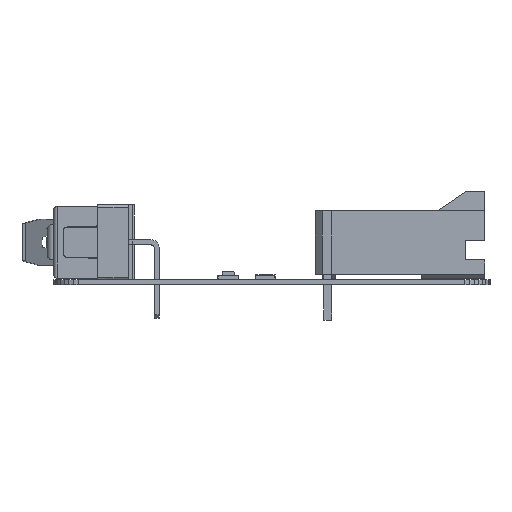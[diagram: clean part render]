
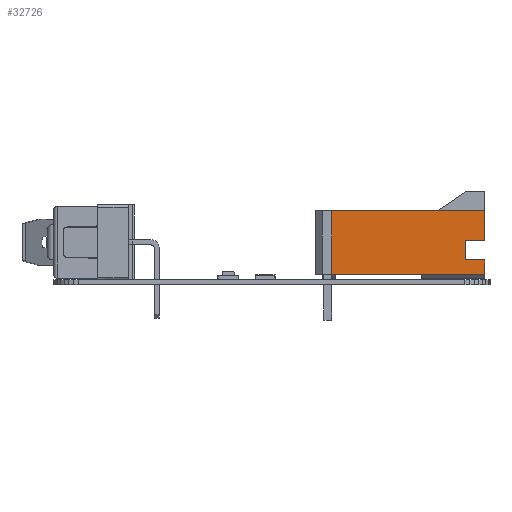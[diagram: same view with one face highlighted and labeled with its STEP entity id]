
A CAD part, front view. The second image highlights one B-rep face of the part: STEP entity #32726.
In plain terms, the highlighted face is planar.
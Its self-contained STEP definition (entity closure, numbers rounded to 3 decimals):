
#27636 = PLANE('',#27637);
#27637 = AXIS2_PLACEMENT_3D('',#27638,#27639,#27640);
#27638 = CARTESIAN_POINT('',(-3.81,2.54,-13.589));
#27639 = DIRECTION('',(0.,1.,0.));
#27640 = DIRECTION('',(0.,0.,1.));
#27718 = PLANE('',#27719);
#27719 = AXIS2_PLACEMENT_3D('',#27720,#27721,#27722);
#27720 = CARTESIAN_POINT('',(-3.81,4.064,0.));
#27721 = DIRECTION('',(0.,0.,1.));
#27722 = DIRECTION('',(0.,-1.,0.));
#28089 = VERTEX_POINT('',#28090);
#28090 = CARTESIAN_POINT('',(-5.08,2.54,0.));
#28111 = EDGE_CURVE('',#28089,#28112,#28114,.T.);
#28112 = VERTEX_POINT('',#28113);
#28113 = CARTESIAN_POINT('',(-5.08,2.54,-12.256));
#28114 = SURFACE_CURVE('',#28115,(#28119,#28126),.PCURVE_S1.);
#28115 = LINE('',#28116,#28117);
#28116 = CARTESIAN_POINT('',(-5.08,2.54,0.));
#28117 = VECTOR('',#28118,1.);
#28118 = DIRECTION('',(0.,0.,-1.));
#28119 = PCURVE('',#27636,#28120);
#28120 = DEFINITIONAL_REPRESENTATION('',(#28121),#28125);
#28121 = LINE('',#28122,#28123);
#28122 = CARTESIAN_POINT('',(13.589,-1.27));
#28123 = VECTOR('',#28124,1.);
#28124 = DIRECTION('',(-1.,0.));
#28125 = ( GEOMETRIC_REPRESENTATION_CONTEXT(2) 
PARAMETRIC_REPRESENTATION_CONTEXT() REPRESENTATION_CONTEXT('2D SPACE',''
  ) );
#28126 = PCURVE('',#28127,#28132);
#28127 = PLANE('',#28128);
#28128 = AXIS2_PLACEMENT_3D('',#28129,#28130,#28131);
#28129 = CARTESIAN_POINT('',(-5.08,2.54,0.));
#28130 = DIRECTION('',(-1.,0.,0.));
#28131 = DIRECTION('',(0.,-1.,0.));
#28132 = DEFINITIONAL_REPRESENTATION('',(#28133),#28137);
#28133 = LINE('',#28134,#28135);
#28134 = CARTESIAN_POINT('',(0.,0.));
#28135 = VECTOR('',#28136,1.);
#28136 = DIRECTION('',(0.,-1.));
#28137 = ( GEOMETRIC_REPRESENTATION_CONTEXT(2) 
PARAMETRIC_REPRESENTATION_CONTEXT() REPRESENTATION_CONTEXT('2D SPACE',''
  ) );
#28155 = PLANE('',#28156);
#28156 = AXIS2_PLACEMENT_3D('',#28157,#28158,#28159);
#28157 = CARTESIAN_POINT('',(-5.08,2.54,-12.256));
#28158 = DIRECTION('',(0.,0.,1.));
#28159 = DIRECTION('',(1.,0.,0.));
#28774 = PLANE('',#28775);
#28775 = AXIS2_PLACEMENT_3D('',#28776,#28777,#28778);
#28776 = CARTESIAN_POINT('',(-3.81,-2.54,0.));
#28777 = DIRECTION('',(0.,-1.,0.));
#28778 = DIRECTION('',(0.,0.,-1.));
#28973 = VERTEX_POINT('',#28974);
#28974 = CARTESIAN_POINT('',(-5.08,-2.54,-12.256));
#28995 = EDGE_CURVE('',#28996,#28973,#28998,.T.);
#28996 = VERTEX_POINT('',#28997);
#28997 = CARTESIAN_POINT('',(-5.08,-2.54,0.));
#28998 = SURFACE_CURVE('',#28999,(#29003,#29010),.PCURVE_S1.);
#28999 = LINE('',#29000,#29001);
#29000 = CARTESIAN_POINT('',(-5.08,-2.54,0.));
#29001 = VECTOR('',#29002,1.);
#29002 = DIRECTION('',(0.,0.,-1.));
#29003 = PCURVE('',#28774,#29004);
#29004 = DEFINITIONAL_REPRESENTATION('',(#29005),#29009);
#29005 = LINE('',#29006,#29007);
#29006 = CARTESIAN_POINT('',(0.,-1.27));
#29007 = VECTOR('',#29008,1.);
#29008 = DIRECTION('',(1.,0.));
#29009 = ( GEOMETRIC_REPRESENTATION_CONTEXT(2) 
PARAMETRIC_REPRESENTATION_CONTEXT() REPRESENTATION_CONTEXT('2D SPACE',''
  ) );
#29010 = PCURVE('',#28127,#29011);
#29011 = DEFINITIONAL_REPRESENTATION('',(#29012),#29016);
#29012 = LINE('',#29013,#29014);
#29013 = CARTESIAN_POINT('',(5.08,0.));
#29014 = VECTOR('',#29015,1.);
#29015 = DIRECTION('',(0.,-1.));
#29016 = ( GEOMETRIC_REPRESENTATION_CONTEXT(2) 
PARAMETRIC_REPRESENTATION_CONTEXT() REPRESENTATION_CONTEXT('2D SPACE',''
  ) );
#29034 = PLANE('',#29035);
#29035 = AXIS2_PLACEMENT_3D('',#29036,#29037,#29038);
#29036 = CARTESIAN_POINT('',(-3.81,4.064,0.));
#29037 = DIRECTION('',(0.,0.,1.));
#29038 = DIRECTION('',(0.,-1.,0.));
#31697 = VERTEX_POINT('',#31698);
#31698 = CARTESIAN_POINT('',(-5.08,-1.397,0.));
#31714 = PLANE('',#31715);
#31715 = AXIS2_PLACEMENT_3D('',#31716,#31717,#31718);
#31716 = CARTESIAN_POINT('',(5.08,-1.397,0.));
#31717 = DIRECTION('',(0.,-1.,0.));
#31718 = DIRECTION('',(0.,0.,-1.));
#31850 = EDGE_CURVE('',#31697,#28996,#31851,.T.);
#31851 = SURFACE_CURVE('',#31852,(#31856,#31863),.PCURVE_S1.);
#31852 = LINE('',#31853,#31854);
#31853 = CARTESIAN_POINT('',(-5.08,-1.397,0.));
#31854 = VECTOR('',#31855,1.);
#31855 = DIRECTION('',(0.,-1.,0.));
#31856 = PCURVE('',#29034,#31857);
#31857 = DEFINITIONAL_REPRESENTATION('',(#31858),#31862);
#31858 = LINE('',#31859,#31860);
#31859 = CARTESIAN_POINT('',(5.461,-1.27));
#31860 = VECTOR('',#31861,1.);
#31861 = DIRECTION('',(1.,0.));
#31862 = ( GEOMETRIC_REPRESENTATION_CONTEXT(2) 
PARAMETRIC_REPRESENTATION_CONTEXT() REPRESENTATION_CONTEXT('2D SPACE',''
  ) );
#31863 = PCURVE('',#28127,#31864);
#31864 = DEFINITIONAL_REPRESENTATION('',(#31865),#31869);
#31865 = LINE('',#31866,#31867);
#31866 = CARTESIAN_POINT('',(3.937,0.));
#31867 = VECTOR('',#31868,1.);
#31868 = DIRECTION('',(1.,0.));
#31869 = ( GEOMETRIC_REPRESENTATION_CONTEXT(2) 
PARAMETRIC_REPRESENTATION_CONTEXT() REPRESENTATION_CONTEXT('2D SPACE',''
  ) );
#32075 = VERTEX_POINT('',#32076);
#32076 = CARTESIAN_POINT('',(-5.08,0.127,0.));
#32092 = PLANE('',#32093);
#32093 = AXIS2_PLACEMENT_3D('',#32094,#32095,#32096);
#32094 = CARTESIAN_POINT('',(5.08,0.127,-1.524));
#32095 = DIRECTION('',(0.,1.,0.));
#32096 = DIRECTION('',(0.,0.,1.));
#32104 = EDGE_CURVE('',#28089,#32075,#32105,.T.);
#32105 = SURFACE_CURVE('',#32106,(#32110,#32117),.PCURVE_S1.);
#32106 = LINE('',#32107,#32108);
#32107 = CARTESIAN_POINT('',(-5.08,2.54,0.));
#32108 = VECTOR('',#32109,1.);
#32109 = DIRECTION('',(0.,-1.,0.));
#32110 = PCURVE('',#27718,#32111);
#32111 = DEFINITIONAL_REPRESENTATION('',(#32112),#32116);
#32112 = LINE('',#32113,#32114);
#32113 = CARTESIAN_POINT('',(1.524,-1.27));
#32114 = VECTOR('',#32115,1.);
#32115 = DIRECTION('',(1.,0.));
#32116 = ( GEOMETRIC_REPRESENTATION_CONTEXT(2) 
PARAMETRIC_REPRESENTATION_CONTEXT() REPRESENTATION_CONTEXT('2D SPACE',''
  ) );
#32117 = PCURVE('',#28127,#32118);
#32118 = DEFINITIONAL_REPRESENTATION('',(#32119),#32123);
#32119 = LINE('',#32120,#32121);
#32120 = CARTESIAN_POINT('',(0.,0.));
#32121 = VECTOR('',#32122,1.);
#32122 = DIRECTION('',(1.,0.));
#32123 = ( GEOMETRIC_REPRESENTATION_CONTEXT(2) 
PARAMETRIC_REPRESENTATION_CONTEXT() REPRESENTATION_CONTEXT('2D SPACE',''
  ) );
#32533 = EDGE_CURVE('',#31697,#32534,#32536,.T.);
#32534 = VERTEX_POINT('',#32535);
#32535 = CARTESIAN_POINT('',(-5.08,-1.397,-1.524));
#32536 = SURFACE_CURVE('',#32537,(#32541,#32548),.PCURVE_S1.);
#32537 = LINE('',#32538,#32539);
#32538 = CARTESIAN_POINT('',(-5.08,-1.397,0.));
#32539 = VECTOR('',#32540,1.);
#32540 = DIRECTION('',(0.,0.,-1.));
#32541 = PCURVE('',#31714,#32542);
#32542 = DEFINITIONAL_REPRESENTATION('',(#32543),#32547);
#32543 = LINE('',#32544,#32545);
#32544 = CARTESIAN_POINT('',(0.,-10.16));
#32545 = VECTOR('',#32546,1.);
#32546 = DIRECTION('',(1.,0.));
#32547 = ( GEOMETRIC_REPRESENTATION_CONTEXT(2) 
PARAMETRIC_REPRESENTATION_CONTEXT() REPRESENTATION_CONTEXT('2D SPACE',''
  ) );
#32548 = PCURVE('',#28127,#32549);
#32549 = DEFINITIONAL_REPRESENTATION('',(#32550),#32554);
#32550 = LINE('',#32551,#32552);
#32551 = CARTESIAN_POINT('',(3.937,0.));
#32552 = VECTOR('',#32553,1.);
#32553 = DIRECTION('',(0.,-1.));
#32554 = ( GEOMETRIC_REPRESENTATION_CONTEXT(2) 
PARAMETRIC_REPRESENTATION_CONTEXT() REPRESENTATION_CONTEXT('2D SPACE',''
  ) );
#32572 = PLANE('',#32573);
#32573 = AXIS2_PLACEMENT_3D('',#32574,#32575,#32576);
#32574 = CARTESIAN_POINT('',(5.08,-1.397,-1.524));
#32575 = DIRECTION('',(0.,0.,-1.));
#32576 = DIRECTION('',(0.,1.,0.));
#32726 = ADVANCED_FACE('',(#32727),#28127,.T.);
#32727 = FACE_BOUND('',#32728,.F.);
#32728 = EDGE_LOOP('',(#32729,#32730,#32731,#32732,#32753,#32754,#32755,
    #32778));
#32729 = ORIENTED_EDGE('',*,*,#32533,.F.);
#32730 = ORIENTED_EDGE('',*,*,#31850,.T.);
#32731 = ORIENTED_EDGE('',*,*,#28995,.T.);
#32732 = ORIENTED_EDGE('',*,*,#32733,.F.);
#32733 = EDGE_CURVE('',#28112,#28973,#32734,.T.);
#32734 = SURFACE_CURVE('',#32735,(#32739,#32746),.PCURVE_S1.);
#32735 = LINE('',#32736,#32737);
#32736 = CARTESIAN_POINT('',(-5.08,2.54,-12.256));
#32737 = VECTOR('',#32738,1.);
#32738 = DIRECTION('',(0.,-1.,0.));
#32739 = PCURVE('',#28127,#32740);
#32740 = DEFINITIONAL_REPRESENTATION('',(#32741),#32745);
#32741 = LINE('',#32742,#32743);
#32742 = CARTESIAN_POINT('',(0.,-12.256));
#32743 = VECTOR('',#32744,1.);
#32744 = DIRECTION('',(1.,0.));
#32745 = ( GEOMETRIC_REPRESENTATION_CONTEXT(2) 
PARAMETRIC_REPRESENTATION_CONTEXT() REPRESENTATION_CONTEXT('2D SPACE',''
  ) );
#32746 = PCURVE('',#28155,#32747);
#32747 = DEFINITIONAL_REPRESENTATION('',(#32748),#32752);
#32748 = LINE('',#32749,#32750);
#32749 = CARTESIAN_POINT('',(0.,0.));
#32750 = VECTOR('',#32751,1.);
#32751 = DIRECTION('',(0.,-1.));
#32752 = ( GEOMETRIC_REPRESENTATION_CONTEXT(2) 
PARAMETRIC_REPRESENTATION_CONTEXT() REPRESENTATION_CONTEXT('2D SPACE',''
  ) );
#32753 = ORIENTED_EDGE('',*,*,#28111,.F.);
#32754 = ORIENTED_EDGE('',*,*,#32104,.T.);
#32755 = ORIENTED_EDGE('',*,*,#32756,.T.);
#32756 = EDGE_CURVE('',#32075,#32757,#32759,.T.);
#32757 = VERTEX_POINT('',#32758);
#32758 = CARTESIAN_POINT('',(-5.08,0.127,-1.524));
#32759 = SURFACE_CURVE('',#32760,(#32764,#32771),.PCURVE_S1.);
#32760 = LINE('',#32761,#32762);
#32761 = CARTESIAN_POINT('',(-5.08,0.127,0.));
#32762 = VECTOR('',#32763,1.);
#32763 = DIRECTION('',(0.,0.,-1.));
#32764 = PCURVE('',#28127,#32765);
#32765 = DEFINITIONAL_REPRESENTATION('',(#32766),#32770);
#32766 = LINE('',#32767,#32768);
#32767 = CARTESIAN_POINT('',(2.413,0.));
#32768 = VECTOR('',#32769,1.);
#32769 = DIRECTION('',(0.,-1.));
#32770 = ( GEOMETRIC_REPRESENTATION_CONTEXT(2) 
PARAMETRIC_REPRESENTATION_CONTEXT() REPRESENTATION_CONTEXT('2D SPACE',''
  ) );
#32771 = PCURVE('',#32092,#32772);
#32772 = DEFINITIONAL_REPRESENTATION('',(#32773),#32777);
#32773 = LINE('',#32774,#32775);
#32774 = CARTESIAN_POINT('',(1.524,-10.16));
#32775 = VECTOR('',#32776,1.);
#32776 = DIRECTION('',(-1.,0.));
#32777 = ( GEOMETRIC_REPRESENTATION_CONTEXT(2) 
PARAMETRIC_REPRESENTATION_CONTEXT() REPRESENTATION_CONTEXT('2D SPACE',''
  ) );
#32778 = ORIENTED_EDGE('',*,*,#32779,.F.);
#32779 = EDGE_CURVE('',#32534,#32757,#32780,.T.);
#32780 = SURFACE_CURVE('',#32781,(#32785,#32792),.PCURVE_S1.);
#32781 = LINE('',#32782,#32783);
#32782 = CARTESIAN_POINT('',(-5.08,-1.397,-1.524));
#32783 = VECTOR('',#32784,1.);
#32784 = DIRECTION('',(0.,1.,0.));
#32785 = PCURVE('',#28127,#32786);
#32786 = DEFINITIONAL_REPRESENTATION('',(#32787),#32791);
#32787 = LINE('',#32788,#32789);
#32788 = CARTESIAN_POINT('',(3.937,-1.524));
#32789 = VECTOR('',#32790,1.);
#32790 = DIRECTION('',(-1.,0.));
#32791 = ( GEOMETRIC_REPRESENTATION_CONTEXT(2) 
PARAMETRIC_REPRESENTATION_CONTEXT() REPRESENTATION_CONTEXT('2D SPACE',''
  ) );
#32792 = PCURVE('',#32572,#32793);
#32793 = DEFINITIONAL_REPRESENTATION('',(#32794),#32798);
#32794 = LINE('',#32795,#32796);
#32795 = CARTESIAN_POINT('',(0.,-10.16));
#32796 = VECTOR('',#32797,1.);
#32797 = DIRECTION('',(1.,0.));
#32798 = ( GEOMETRIC_REPRESENTATION_CONTEXT(2) 
PARAMETRIC_REPRESENTATION_CONTEXT() REPRESENTATION_CONTEXT('2D SPACE',''
  ) );
